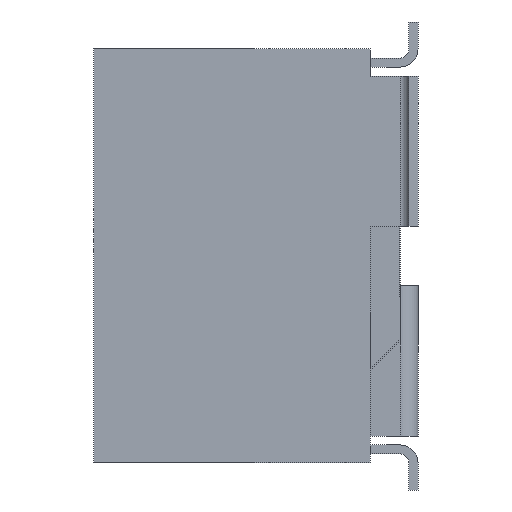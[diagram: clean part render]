
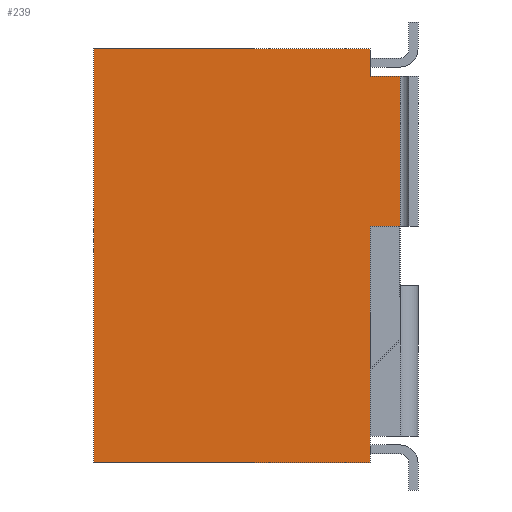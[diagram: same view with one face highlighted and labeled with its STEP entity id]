
A CAD part, left-side view. The second image highlights one B-rep face of the part: STEP entity #239.
In plain terms, the highlighted planar face has unit normal (-1, 0, 0).
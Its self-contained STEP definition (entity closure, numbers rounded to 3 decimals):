
#239=ADVANCED_FACE('',(#521),#522,.F.);
#521=FACE_OUTER_BOUND('',#834,.T.);
#522=PLANE('',#835);
#834=EDGE_LOOP('',(#1502,#1503,#1504,#1505,#1506,#1507,#1508,#1509));
#835=AXIS2_PLACEMENT_3D('',#1510,#1511,#1512);
#1502=ORIENTED_EDGE('',*,*,#1955,.F.);
#1503=ORIENTED_EDGE('',*,*,#2165,.F.);
#1504=ORIENTED_EDGE('',*,*,#1903,.T.);
#1505=ORIENTED_EDGE('',*,*,#2166,.T.);
#1506=ORIENTED_EDGE('',*,*,#1951,.F.);
#1507=ORIENTED_EDGE('',*,*,#2167,.F.);
#1508=ORIENTED_EDGE('',*,*,#2149,.T.);
#1509=ORIENTED_EDGE('',*,*,#2168,.F.);
#1510=CARTESIAN_POINT('',(-5.15,3.1,0.0));
#1511=DIRECTION('',(1.0,0.0,0.0));
#1512=DIRECTION('',(0.0,0.0,-1.0));
#1903=EDGE_CURVE('',#2284,#2282,#2285,.T.);
#1951=EDGE_CURVE('',#2372,#2374,#2375,.T.);
#1955=EDGE_CURVE('',#2380,#2382,#2383,.T.);
#2149=EDGE_CURVE('',#2675,#2673,#2676,.T.);
#2165=EDGE_CURVE('',#2284,#2380,#2695,.T.);
#2166=EDGE_CURVE('',#2282,#2374,#2696,.T.);
#2167=EDGE_CURVE('',#2675,#2372,#2697,.T.);
#2168=EDGE_CURVE('',#2382,#2673,#2698,.T.);
#2282=VERTEX_POINT('',#2835);
#2284=VERTEX_POINT('',#2837);
#2285=LINE('',#2838,#2839);
#2372=VERTEX_POINT('',#2959);
#2374=VERTEX_POINT('',#2962);
#2375=LINE('',#2963,#2964);
#2380=VERTEX_POINT('',#2971);
#2382=VERTEX_POINT('',#2974);
#2383=LINE('',#2975,#2976);
#2673=VERTEX_POINT('',#3391);
#2675=VERTEX_POINT('',#3394);
#2676=LINE('',#3395,#3396);
#2695=LINE('',#3424,#3425);
#2696=LINE('',#3426,#3427);
#2697=LINE('',#3428,#3429);
#2698=LINE('',#3430,#3431);
#2835=CARTESIAN_POINT('',(-5.15,0.3,3.0));
#2837=CARTESIAN_POINT('',(-5.15,0.3,0.5));
#2838=CARTESIAN_POINT('',(-5.15,0.3,0.5));
#2839=VECTOR('',#3569,1.0);
#2959=CARTESIAN_POINT('',(-5.15,0.8,3.45));
#2962=CARTESIAN_POINT('',(-5.15,0.8,3.0));
#2963=CARTESIAN_POINT('',(-5.15,0.8,0.0));
#2964=VECTOR('',#3625,1.0);
#2971=CARTESIAN_POINT('',(-5.15,0.8,0.5));
#2974=CARTESIAN_POINT('',(-5.15,0.8,-3.45));
#2975=CARTESIAN_POINT('',(-5.15,0.8,0.0));
#2976=VECTOR('',#3629,1.0);
#3391=CARTESIAN_POINT('',(-5.15,5.4,-3.45));
#3394=CARTESIAN_POINT('',(-5.15,5.4,3.45));
#3395=CARTESIAN_POINT('',(-5.15,5.4,0.0));
#3396=VECTOR('',#3828,1.0);
#3424=CARTESIAN_POINT('',(-5.15,0.3,0.5));
#3425=VECTOR('',#3841,1.0);
#3426=CARTESIAN_POINT('',(-5.15,0.3,3.0));
#3427=VECTOR('',#3842,1.0);
#3428=CARTESIAN_POINT('',(-5.15,3.1,3.45));
#3429=VECTOR('',#3843,1.0);
#3430=CARTESIAN_POINT('',(-5.15,3.1,-3.45));
#3431=VECTOR('',#3844,1.0);
#3569=DIRECTION('',(0.0,0.0,1.0));
#3625=DIRECTION('',(0.0,0.0,-1.0));
#3629=DIRECTION('',(0.0,0.0,-1.0));
#3828=DIRECTION('',(0.0,0.0,-1.0));
#3841=DIRECTION('',(0.0,1.0,0.0));
#3842=DIRECTION('',(0.0,1.0,0.0));
#3843=DIRECTION('',(0.0,-1.0,0.0));
#3844=DIRECTION('',(0.0,1.0,0.0));
